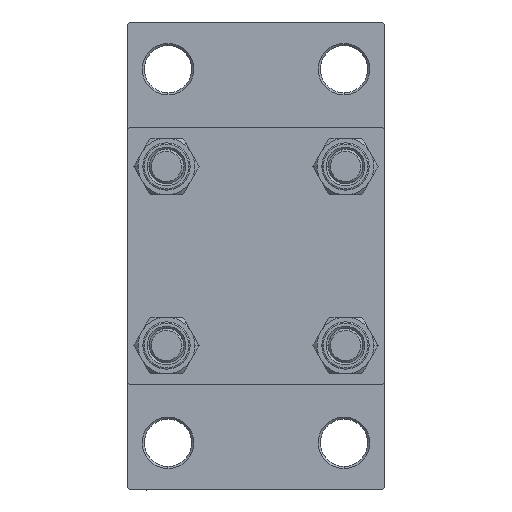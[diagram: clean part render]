
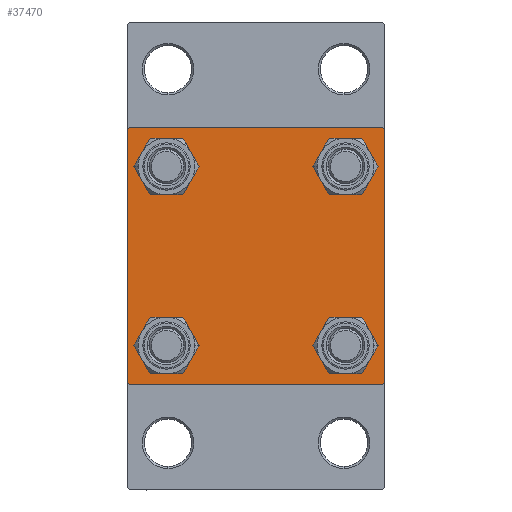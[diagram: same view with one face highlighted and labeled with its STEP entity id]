
A CAD part, left-side view. The second image highlights one B-rep face of the part: STEP entity #37470.
In plain terms, the highlighted planar face has unit normal (-1, 0, 0).
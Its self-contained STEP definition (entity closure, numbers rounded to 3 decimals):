
#75 = LINE ( 'NONE', #34249, #26337 ) ;
#105 = LINE ( 'NONE', #41289, #40119 ) ;
#1196 = DIRECTION ( 'NONE',  ( 0., 0.707, 0.707 ) ) ;
#2484 = EDGE_CURVE ( 'NONE', #14768, #47076, #23025, .T. ) ;
#2591 = DIRECTION ( 'NONE',  ( 0., 0., 1. ) ) ;
#2752 = CARTESIAN_POINT ( 'NONE',  ( 0., -29.5, 30. ) ) ;
#2769 = EDGE_CURVE ( 'NONE', #31222, #40900, #22523, .T. ) ;
#2981 = DIRECTION ( 'NONE',  ( 0., 0., 1. ) ) ;
#3560 = EDGE_CURVE ( 'NONE', #8073, #43005, #42641, .T. ) ;
#4012 = EDGE_CURVE ( 'NONE', #7515, #16255, #41892, .T. ) ;
#4518 = DIRECTION ( 'NONE',  ( 0., 0., 1. ) ) ;
#5073 = LINE ( 'NONE', #45785, #24000 ) ;
#5304 = DIRECTION ( 'NONE',  ( 0., -1., 0. ) ) ;
#5468 = EDGE_LOOP ( 'NONE', ( #10514, #21313 ) ) ;
#5504 = AXIS2_PLACEMENT_3D ( 'NONE', #38448, #42091, #23682 ) ;
#5539 = CARTESIAN_POINT ( 'NONE',  ( 0., 20.85, -20.85 ) ) ;
#5780 = DIRECTION ( 'NONE',  ( 1., 0., 0. ) ) ;
#7119 = ORIENTED_EDGE ( 'NONE', *, *, #32427, .T. ) ;
#7486 = ORIENTED_EDGE ( 'NONE', *, *, #19973, .T. ) ;
#7515 = VERTEX_POINT ( 'NONE', #31320 ) ;
#7834 = ORIENTED_EDGE ( 'NONE', *, *, #40103, .T. ) ;
#8073 = VERTEX_POINT ( 'NONE', #30674 ) ;
#8109 = FACE_BOUND ( 'NONE', #32899, .T. ) ;
#8345 = DIRECTION ( 'NONE',  ( 0., 0., 1. ) ) ;
#8450 = DIRECTION ( 'NONE',  ( 1., 0., 0. ) ) ;
#8848 = VECTOR ( 'NONE', #35378, 1000. ) ;
#9230 = ORIENTED_EDGE ( 'NONE', *, *, #21215, .T. ) ;
#9582 = DIRECTION ( 'NONE',  ( 0., 0., 1. ) ) ;
#9790 = EDGE_CURVE ( 'NONE', #20146, #12429, #13819, .T. ) ;
#10135 = ORIENTED_EDGE ( 'NONE', *, *, #38385, .T. ) ;
#10514 = ORIENTED_EDGE ( 'NONE', *, *, #35396, .T. ) ;
#10523 = CARTESIAN_POINT ( 'NONE',  ( 0., 20.85, -20.85 ) ) ;
#11090 = VERTEX_POINT ( 'NONE', #17515 ) ;
#11736 = CARTESIAN_POINT ( 'NONE',  ( 0., -20.85, 20.85 ) ) ;
#11985 = FACE_BOUND ( 'NONE', #5468, .T. ) ;
#12123 = DIRECTION ( 'NONE',  ( 0., -1., 0. ) ) ;
#12429 = VERTEX_POINT ( 'NONE', #20867 ) ;
#13642 = EDGE_LOOP ( 'NONE', ( #46529, #7119 ) ) ;
#13779 = AXIS2_PLACEMENT_3D ( 'NONE', #47089, #21397, #2981 ) ;
#13819 = LINE ( 'NONE', #39487, #8848 ) ;
#14595 = EDGE_LOOP ( 'NONE', ( #47376, #7486 ) ) ;
#14768 = VERTEX_POINT ( 'NONE', #34920 ) ;
#15314 = DIRECTION ( 'NONE',  ( 0., 0., -1. ) ) ;
#15465 = CARTESIAN_POINT ( 'NONE',  ( 0., -20.85, 16.35 ) ) ;
#15620 = FACE_BOUND ( 'NONE', #14595, .T. ) ;
#15660 = VECTOR ( 'NONE', #12123, 1000. ) ;
#15716 = CARTESIAN_POINT ( 'NONE',  ( 0., -20.85, -20.85 ) ) ;
#16255 = VERTEX_POINT ( 'NONE', #31297 ) ;
#16875 = EDGE_LOOP ( 'NONE', ( #25947, #19883, #7834, #10135, #25194, #36107, #20598, #44871 ) ) ;
#17515 = CARTESIAN_POINT ( 'NONE',  ( 0., 20.85, 25.35 ) ) ;
#17701 = CARTESIAN_POINT ( 'NONE',  ( 0., -30., -29.5 ) ) ;
#17753 = AXIS2_PLACEMENT_3D ( 'NONE', #5539, #5780, #20323 ) ;
#18043 = DIRECTION ( 'NONE',  ( 0., 0., 1. ) ) ;
#18425 = EDGE_CURVE ( 'NONE', #11090, #23793, #43970, .T. ) ;
#18735 = DIRECTION ( 'NONE',  ( 0., -0.707, -0.707 ) ) ;
#19219 = AXIS2_PLACEMENT_3D ( 'NONE', #37651, #44207, #8345 ) ;
#19883 = ORIENTED_EDGE ( 'NONE', *, *, #42142, .T. ) ;
#19973 = EDGE_CURVE ( 'NONE', #23793, #11090, #20757, .T. ) ;
#19977 = VECTOR ( 'NONE', #40525, 1000. ) ;
#20075 = VECTOR ( 'NONE', #5304, 1000. ) ;
#20146 = VERTEX_POINT ( 'NONE', #32366 ) ;
#20285 = EDGE_CURVE ( 'NONE', #14768, #20146, #105, .T. ) ;
#20323 = DIRECTION ( 'NONE',  ( 0., 0., 1. ) ) ;
#20329 = CARTESIAN_POINT ( 'NONE',  ( 0., 30., -30. ) ) ;
#20598 = ORIENTED_EDGE ( 'NONE', *, *, #2484, .F. ) ;
#20757 = CIRCLE ( 'NONE', #30842, 4.5 ) ;
#20867 = CARTESIAN_POINT ( 'NONE',  ( 0., 30., -29.5 ) ) ;
#20970 = AXIS2_PLACEMENT_3D ( 'NONE', #15716, #8450, #2591 ) ;
#21215 = EDGE_CURVE ( 'NONE', #16255, #7515, #37073, .T. ) ;
#21313 = ORIENTED_EDGE ( 'NONE', *, *, #2769, .T. ) ;
#21397 = DIRECTION ( 'NONE',  ( 1., 0., 0. ) ) ;
#21565 = VECTOR ( 'NONE', #15314, 1000. ) ;
#22214 = DIRECTION ( 'NONE',  ( 1., 0., 0. ) ) ;
#22405 = PLANE ( 'NONE',  #19219 ) ;
#22523 = CIRCLE ( 'NONE', #5504, 4.5 ) ;
#22884 = FACE_BOUND ( 'NONE', #13642, .T. ) ;
#23025 = LINE ( 'NONE', #30541, #15660 ) ;
#23111 = CARTESIAN_POINT ( 'NONE',  ( 0., 20.85, 16.35 ) ) ;
#23682 = DIRECTION ( 'NONE',  ( 0., 0., 1. ) ) ;
#23793 = VERTEX_POINT ( 'NONE', #23111 ) ;
#24000 = VECTOR ( 'NONE', #1196, 1000. ) ;
#24116 = AXIS2_PLACEMENT_3D ( 'NONE', #10523, #47113, #18043 ) ;
#25194 = ORIENTED_EDGE ( 'NONE', *, *, #38725, .F. ) ;
#25402 = CARTESIAN_POINT ( 'NONE',  ( 0., -20.85, 25.35 ) ) ;
#25947 = ORIENTED_EDGE ( 'NONE', *, *, #9790, .T. ) ;
#26272 = DIRECTION ( 'NONE',  ( 0., 0., 1. ) ) ;
#26337 = VECTOR ( 'NONE', #18735, 1000. ) ;
#26440 = CARTESIAN_POINT ( 'NONE',  ( 0., -30., 29.5 ) ) ;
#26467 = CARTESIAN_POINT ( 'NONE',  ( 0., -29.75, -29.75 ) ) ;
#26522 = DIRECTION ( 'NONE',  ( 0., 0.707, -0.707 ) ) ;
#27382 = AXIS2_PLACEMENT_3D ( 'NONE', #42054, #34791, #9582 ) ;
#27420 = EDGE_CURVE ( 'NONE', #34950, #47076, #5073, .T. ) ;
#28502 = VERTEX_POINT ( 'NONE', #34094 ) ;
#28915 = VERTEX_POINT ( 'NONE', #17701 ) ;
#29865 = LINE ( 'NONE', #26467, #19977 ) ;
#30541 = CARTESIAN_POINT ( 'NONE',  ( 0., 30., 30. ) ) ;
#30674 = CARTESIAN_POINT ( 'NONE',  ( 0., -20.85, -16.35 ) ) ;
#30842 = AXIS2_PLACEMENT_3D ( 'NONE', #37469, #22214, #4518 ) ;
#31058 = LINE ( 'NONE', #41462, #21565 ) ;
#31222 = VERTEX_POINT ( 'NONE', #15465 ) ;
#31297 = CARTESIAN_POINT ( 'NONE',  ( 0., 20.85, -16.35 ) ) ;
#31320 = CARTESIAN_POINT ( 'NONE',  ( 0., 20.85, -25.35 ) ) ;
#32366 = CARTESIAN_POINT ( 'NONE',  ( 0., 30., 29.5 ) ) ;
#32427 = EDGE_CURVE ( 'NONE', #43005, #8073, #35886, .T. ) ;
#32899 = EDGE_LOOP ( 'NONE', ( #9230, #33151 ) ) ;
#33151 = ORIENTED_EDGE ( 'NONE', *, *, #4012, .T. ) ;
#33771 = CARTESIAN_POINT ( 'NONE',  ( 0., -20.85, -25.35 ) ) ;
#34094 = CARTESIAN_POINT ( 'NONE',  ( 0., -29.5, -30. ) ) ;
#34249 = CARTESIAN_POINT ( 'NONE',  ( 0., 29.75, -29.75 ) ) ;
#34791 = DIRECTION ( 'NONE',  ( 1., 0., 0. ) ) ;
#34920 = CARTESIAN_POINT ( 'NONE',  ( 0., 29.5, 30. ) ) ;
#34950 = VERTEX_POINT ( 'NONE', #26440 ) ;
#35378 = DIRECTION ( 'NONE',  ( 0., 0., -1. ) ) ;
#35396 = EDGE_CURVE ( 'NONE', #40900, #31222, #36950, .T. ) ;
#35685 = CARTESIAN_POINT ( 'NONE',  ( 0., 29.5, -30. ) ) ;
#35715 = VERTEX_POINT ( 'NONE', #35685 ) ;
#35886 = CIRCLE ( 'NONE', #27382, 4.5 ) ;
#36107 = ORIENTED_EDGE ( 'NONE', *, *, #27420, .T. ) ;
#36950 = CIRCLE ( 'NONE', #45473, 4.5 ) ;
#37073 = CIRCLE ( 'NONE', #17753, 4.5 ) ;
#37469 = CARTESIAN_POINT ( 'NONE',  ( 0., 20.85, 20.85 ) ) ;
#37470 = ADVANCED_FACE ( 'NONE', ( #11985, #22884, #8109, #15620, #41524 ), #22405, .T. ) ;
#37651 = CARTESIAN_POINT ( 'NONE',  ( 0., 0., 0. ) ) ;
#38385 = EDGE_CURVE ( 'NONE', #28502, #28915, #29865, .T. ) ;
#38448 = CARTESIAN_POINT ( 'NONE',  ( 0., -20.85, 20.85 ) ) ;
#38725 = EDGE_CURVE ( 'NONE', #34950, #28915, #31058, .T. ) ;
#39444 = LINE ( 'NONE', #20329, #20075 ) ;
#39487 = CARTESIAN_POINT ( 'NONE',  ( 0., 30., 30. ) ) ;
#40103 = EDGE_CURVE ( 'NONE', #35715, #28502, #39444, .T. ) ;
#40119 = VECTOR ( 'NONE', #26522, 1000. ) ;
#40525 = DIRECTION ( 'NONE',  ( 0., -0.707, 0.707 ) ) ;
#40900 = VERTEX_POINT ( 'NONE', #25402 ) ;
#41289 = CARTESIAN_POINT ( 'NONE',  ( 0., 29.75, 29.75 ) ) ;
#41462 = CARTESIAN_POINT ( 'NONE',  ( 0., -30., 30. ) ) ;
#41524 = FACE_OUTER_BOUND ( 'NONE', #16875, .T. ) ;
#41892 = CIRCLE ( 'NONE', #24116, 4.5 ) ;
#42054 = CARTESIAN_POINT ( 'NONE',  ( 0., -20.85, -20.85 ) ) ;
#42091 = DIRECTION ( 'NONE',  ( 1., 0., 0. ) ) ;
#42142 = EDGE_CURVE ( 'NONE', #12429, #35715, #75, .T. ) ;
#42641 = CIRCLE ( 'NONE', #20970, 4.5 ) ;
#43005 = VERTEX_POINT ( 'NONE', #33771 ) ;
#43546 = DIRECTION ( 'NONE',  ( 1., 0., 0. ) ) ;
#43970 = CIRCLE ( 'NONE', #13779, 4.5 ) ;
#44207 = DIRECTION ( 'NONE',  ( -1., 0., 0. ) ) ;
#44871 = ORIENTED_EDGE ( 'NONE', *, *, #20285, .T. ) ;
#45473 = AXIS2_PLACEMENT_3D ( 'NONE', #11736, #43546, #26272 ) ;
#45785 = CARTESIAN_POINT ( 'NONE',  ( 0., -29.75, 29.75 ) ) ;
#46529 = ORIENTED_EDGE ( 'NONE', *, *, #3560, .T. ) ;
#47076 = VERTEX_POINT ( 'NONE', #2752 ) ;
#47089 = CARTESIAN_POINT ( 'NONE',  ( 0., 20.85, 20.85 ) ) ;
#47113 = DIRECTION ( 'NONE',  ( 1., 0., 0. ) ) ;
#47376 = ORIENTED_EDGE ( 'NONE', *, *, #18425, .T. ) ;
